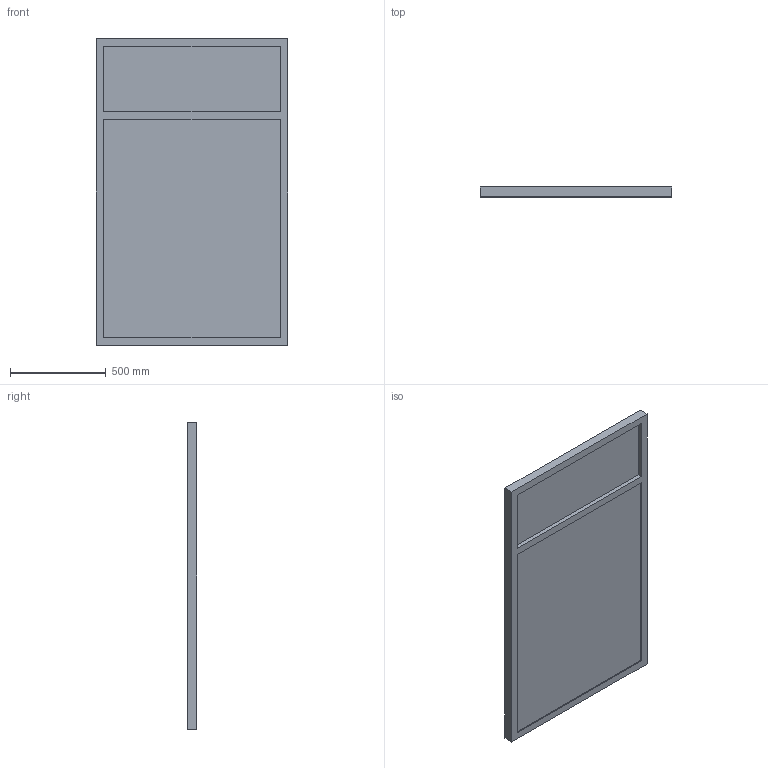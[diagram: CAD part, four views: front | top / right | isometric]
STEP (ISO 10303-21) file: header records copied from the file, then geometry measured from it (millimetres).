
FILE_DESCRIPTION(('FreeCAD Model'),'2;1');
FILE_NAME('Double glazed window with shutters and simple.step','2016-10-04T16:02:12',('Author'),(''), 'Open CASCADE STEP processor 6.8','FreeCAD','Unknown');
FILE_SCHEMA(('AUTOMOTIVE_DESIGN_CC2 { 1 2 10303 214 -1 1 5 4 }'));
Length unit declared in the file: millimetre
Products named in the file (5): ASSEMBLY; Double_glazed_window_with_shutters_and_simple; Esboco_janela_fixa_persiana; Módulo_persiana; Internal_blind
Assembly tree (4 placements, depth 2):
  ASSEMBLY
    Double_glazed_window_with_shutters_and_simple
    Esboco_janela_fixa_persiana
    Módulo_persiana
    Internal_blind
Bounding box: 1000 x 50 x 1600 mm (x, y, z)
Volume: 23972000 mm3; surface area: 7602412.2 mm2
Topology: 4 solids, 45 shells, 114 faces, 371 edges, 318 vertices
Faces by surface type: cylinder 82, plane 32
Entity records: 8022 total; most frequent: CARTESIAN_POINT 1280, DIRECTION 1245, LINE 679, VECTOR 679, ORIENTED_EDGE 472, PCURVE 472, DEFINITIONAL_REPRESENTATION 472, EDGE_CURVE 359
